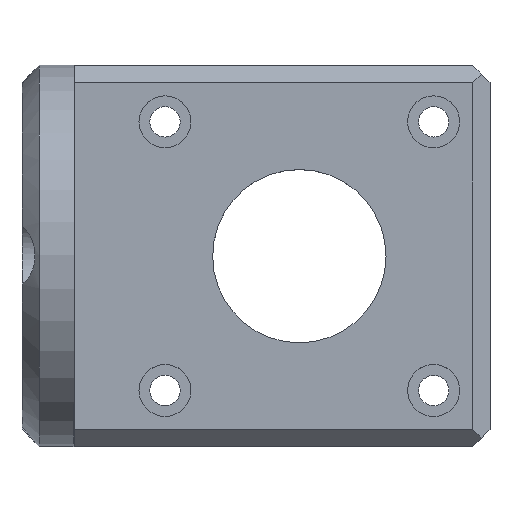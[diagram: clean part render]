
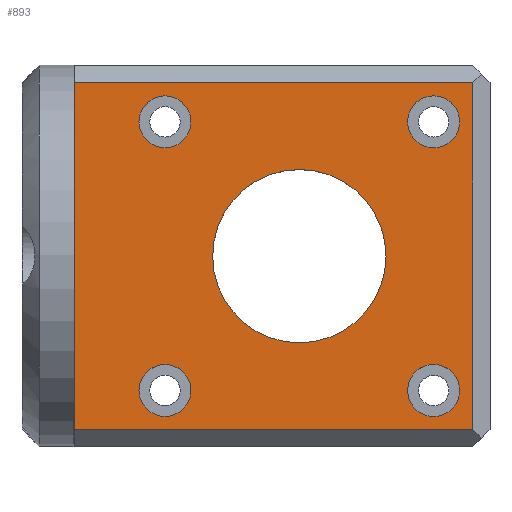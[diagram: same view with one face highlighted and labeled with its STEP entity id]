
A CAD part, top view. The second image highlights one B-rep face of the part: STEP entity #893.
In plain terms, the highlighted planar face has unit normal (0, 0, 1).
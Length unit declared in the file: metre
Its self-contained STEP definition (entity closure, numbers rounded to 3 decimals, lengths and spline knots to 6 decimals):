
#61=LINE('',#1437,#110);
#62=LINE('',#1440,#111);
#63=LINE('',#1442,#112);
#64=LINE('',#1444,#113);
#110=VECTOR('',#1138,1.);
#111=VECTOR('',#1139,1.);
#112=VECTOR('',#1140,1.);
#113=VECTOR('',#1141,1.);
#183=ORIENTED_EDGE('',*,*,#392,.F.);
#184=ORIENTED_EDGE('',*,*,#393,.T.);
#185=ORIENTED_EDGE('',*,*,#394,.T.);
#186=ORIENTED_EDGE('',*,*,#395,.T.);
#187=ORIENTED_EDGE('',*,*,#396,.T.);
#188=ORIENTED_EDGE('',*,*,#397,.T.);
#189=ORIENTED_EDGE('',*,*,#398,.T.);
#190=ORIENTED_EDGE('',*,*,#399,.T.);
#191=ORIENTED_EDGE('',*,*,#400,.T.);
#392=EDGE_CURVE('',#494,#494,#575,.T.);
#393=EDGE_CURVE('',#495,#495,#576,.T.);
#394=EDGE_CURVE('',#496,#496,#577,.T.);
#395=EDGE_CURVE('',#497,#497,#578,.T.);
#396=EDGE_CURVE('',#498,#498,#579,.T.);
#397=EDGE_CURVE('',#499,#500,#61,.T.);
#398=EDGE_CURVE('',#500,#501,#62,.T.);
#399=EDGE_CURVE('',#501,#502,#63,.T.);
#400=EDGE_CURVE('',#502,#499,#64,.T.);
#494=VERTEX_POINT('',#1428);
#495=VERTEX_POINT('',#1430);
#496=VERTEX_POINT('',#1432);
#497=VERTEX_POINT('',#1434);
#498=VERTEX_POINT('',#1436);
#499=VERTEX_POINT('',#1438);
#500=VERTEX_POINT('',#1439);
#501=VERTEX_POINT('',#1441);
#502=VERTEX_POINT('',#1443);
#575=CIRCLE('',#981,0.01);
#576=CIRCLE('',#982,0.003);
#577=CIRCLE('',#983,0.003);
#578=CIRCLE('',#984,0.003);
#579=CIRCLE('',#985,0.003);
#628=EDGE_LOOP('',(#183));
#629=EDGE_LOOP('',(#184));
#630=EDGE_LOOP('',(#185));
#631=EDGE_LOOP('',(#186));
#632=EDGE_LOOP('',(#187));
#633=EDGE_LOOP('',(#188,#189,#190,#191));
#747=FACE_BOUND('',#628,.T.);
#748=FACE_BOUND('',#629,.T.);
#749=FACE_BOUND('',#630,.T.);
#750=FACE_BOUND('',#631,.T.);
#751=FACE_BOUND('',#632,.T.);
#752=FACE_BOUND('',#633,.T.);
#862=PLANE('',#980);
#893=ADVANCED_FACE('',(#747,#748,#749,#750,#751,#752),#862,.T.);
#980=AXIS2_PLACEMENT_3D('',#1426,#1126,#1127);
#981=AXIS2_PLACEMENT_3D('',#1427,#1128,#1129);
#982=AXIS2_PLACEMENT_3D('',#1429,#1130,#1131);
#983=AXIS2_PLACEMENT_3D('',#1431,#1132,#1133);
#984=AXIS2_PLACEMENT_3D('',#1433,#1134,#1135);
#985=AXIS2_PLACEMENT_3D('',#1435,#1136,#1137);
#1126=DIRECTION('',(0.,0.,1.));
#1127=DIRECTION('',(1.,0.,0.));
#1128=DIRECTION('',(0.,0.,1.));
#1129=DIRECTION('',(1.,0.,0.));
#1130=DIRECTION('',(0.,0.,-1.));
#1131=DIRECTION('',(-1.,0.,0.));
#1132=DIRECTION('',(0.,0.,-1.));
#1133=DIRECTION('',(-1.,0.,0.));
#1134=DIRECTION('',(0.,0.,-1.));
#1135=DIRECTION('',(-1.,0.,0.));
#1136=DIRECTION('',(0.,0.,-1.));
#1137=DIRECTION('',(-1.,0.,0.));
#1138=DIRECTION('',(1.,0.,0.));
#1139=DIRECTION('',(0.,1.,0.));
#1140=DIRECTION('',(-1.,0.,0.));
#1141=DIRECTION('',(0.,-1.,0.));
#1426=CARTESIAN_POINT('',(0.,0.,0.006));
#1427=CARTESIAN_POINT('',(0.005,0.,0.006));
#1428=CARTESIAN_POINT('',(0.015,0.,0.006));
#1429=CARTESIAN_POINT('',(-0.0105,0.0155,0.006));
#1430=CARTESIAN_POINT('',(-0.0135,0.0155,0.006));
#1431=CARTESIAN_POINT('',(-0.0105,-0.0155,0.006));
#1432=CARTESIAN_POINT('',(-0.0135,-0.0155,0.006));
#1433=CARTESIAN_POINT('',(0.0205,-0.0155,0.006));
#1434=CARTESIAN_POINT('',(0.0175,-0.0155,0.006));
#1435=CARTESIAN_POINT('',(0.0205,0.0155,0.006));
#1436=CARTESIAN_POINT('',(0.0175,0.0155,0.006));
#1437=CARTESIAN_POINT('',(0.027,-0.02,0.006));
#1438=CARTESIAN_POINT('',(-0.021,-0.02,0.006));
#1439=CARTESIAN_POINT('',(0.025,-0.02,0.006));
#1440=CARTESIAN_POINT('',(0.025,0.,0.006));
#1441=CARTESIAN_POINT('',(0.025,0.02,0.006));
#1442=CARTESIAN_POINT('',(0.,0.02,0.006));
#1443=CARTESIAN_POINT('',(-0.021,0.02,0.006));
#1444=CARTESIAN_POINT('',(-0.021,0.,0.006));
